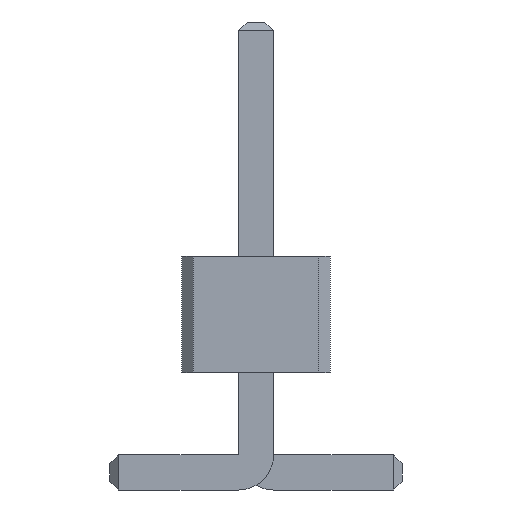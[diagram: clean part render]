
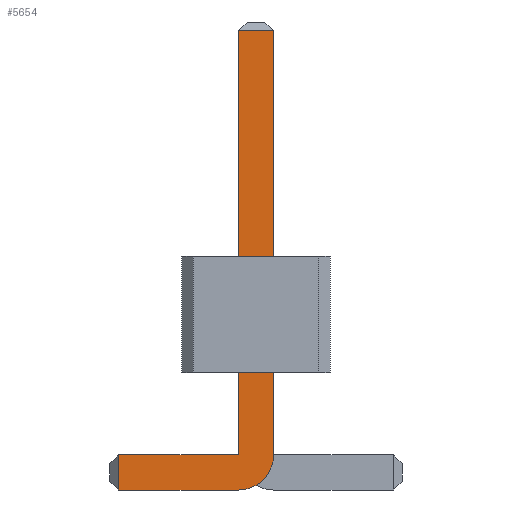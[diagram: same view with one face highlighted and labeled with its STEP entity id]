
A CAD part, front view. The second image highlights one B-rep face of the part: STEP entity #5654.
In plain terms, the highlighted planar face has unit normal (0, -1, 0).
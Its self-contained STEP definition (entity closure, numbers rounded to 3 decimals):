
#56=DIRECTION('',(0.,-1.,0.));
#67=DIRECTION('',(1.,0.,0.));
#1181=VECTOR('',#67,1.);
#1234=DIRECTION('',(-1.,0.,0.));
#2345=VECTOR('',#1234,1.);
#2519=DIRECTION('',(0.,0.,-1.));
#2538=VECTOR('',#2519,1.);
#5484=VECTOR('',#5485,1.);
#5485=DIRECTION('',(0.,0.,1.));
#5507=DIRECTION('',(0.,-1.,0.));
#5508=DIRECTION('',(-1.,0.,0.));
#5515=VERTEX_POINT('',#5516);
#5516=CARTESIAN_POINT('',(-1.175,-9.65,0.));
#5519=ORIENTED_EDGE('',*,*,#5520,.T.);
#5520=EDGE_CURVE('',#5515,#5521,#5523,.T.);
#5521=VERTEX_POINT('',#5522);
#5522=CARTESIAN_POINT('',(-0.15,-9.65,0.));
#5523=LINE('',#5524,#1181);
#5524=CARTESIAN_POINT('',(-1.25,-9.65,0.));
#5556=VERTEX_POINT('',#5557);
#5557=CARTESIAN_POINT('',(0.15,-9.65,0.3));
#5560=EDGE_CURVE('',#5521,#5556,#5561,.T.);
#5561=CIRCLE('',#5562,0.3);
#5562=AXIS2_PLACEMENT_3D('',#5563,#56,#2519);
#5563=CARTESIAN_POINT('',(-0.15,-9.65,0.3));
#5571=VERTEX_POINT('',#5563);
#5573=ORIENTED_EDGE('',*,*,#5574,.T.);
#5574=EDGE_CURVE('',#5571,#5575,#5577,.T.);
#5575=VERTEX_POINT('',#5576);
#5576=CARTESIAN_POINT('',(-1.175,-9.65,0.3));
#5577=LINE('',#5563,#2345);
#5587=ORIENTED_EDGE('',*,*,#5588,.T.);
#5588=EDGE_CURVE('',#5556,#5589,#5591,.T.);
#5589=VERTEX_POINT('',#5590);
#5590=CARTESIAN_POINT('',(0.15,-9.65,3.925));
#5591=LINE('',#5592,#5484);
#5592=CARTESIAN_POINT('',(0.15,-9.65,0.));
#5605=VERTEX_POINT('',#5606);
#5606=CARTESIAN_POINT('',(-0.15,-9.65,3.925));
#5608=ORIENTED_EDGE('',*,*,#5609,.T.);
#5609=EDGE_CURVE('',#5605,#5571,#5610,.T.);
#5610=LINE('',#5611,#2538);
#5611=CARTESIAN_POINT('',(-0.15,-9.65,4.));
#5654=ADVANCED_FACE('',(#5655),#5664,.T.);
#5655=FACE_BOUND('',#5656,.T.);
#5656=EDGE_LOOP('',(#5519,#5657,#5587,#5658,#5608,#5573,#5661));
#5657=ORIENTED_EDGE('',*,*,#5560,.T.);
#5658=ORIENTED_EDGE('',*,*,#5659,.T.);
#5659=EDGE_CURVE('',#5589,#5605,#5660,.T.);
#5660=LINE('',#5590,#2345);
#5661=ORIENTED_EDGE('',*,*,#5662,.T.);
#5662=EDGE_CURVE('',#5575,#5515,#5663,.T.);
#5663=LINE('',#5576,#2538);
#5664=PLANE('',#5665);
#5665=AXIS2_PLACEMENT_3D('',#5666,#5507,#5508);
#5666=CARTESIAN_POINT('',(-0.173,-9.65,1.623));
